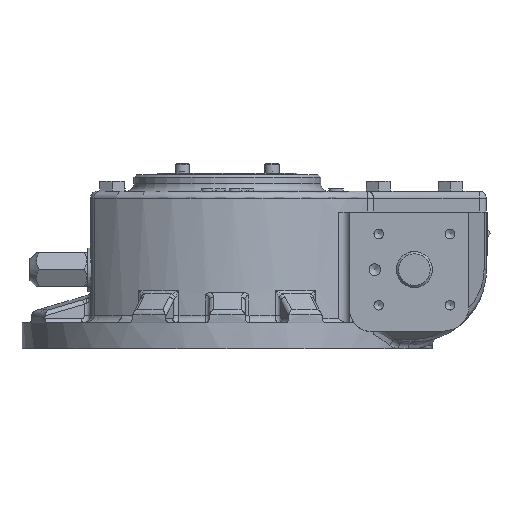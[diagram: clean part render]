
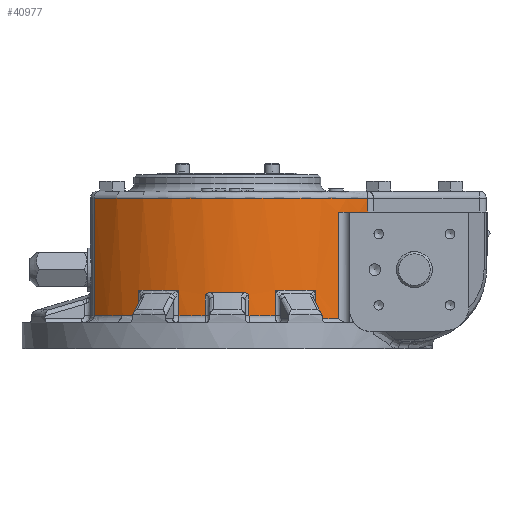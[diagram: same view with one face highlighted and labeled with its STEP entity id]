
A CAD part, left-side view. The second image highlights one B-rep face of the part: STEP entity #40977.
In plain terms, the highlighted cylindrical face has radius 125 mm (diameter 250 mm), a partial arc.
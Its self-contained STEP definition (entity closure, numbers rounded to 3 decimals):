
#152=CYLINDRICAL_SURFACE('',#42852,125.);
#675=CIRCLE('',#42814,125.);
#696=CIRCLE('',#42853,125.);
#697=CIRCLE('',#42854,125.);
#698=CIRCLE('',#42855,125.);
#699=CIRCLE('',#42856,125.);
#700=CIRCLE('',#42857,125.);
#701=CIRCLE('',#42858,125.);
#702=CIRCLE('',#42859,125.);
#703=CIRCLE('',#42860,125.);
#1142=B_SPLINE_CURVE_WITH_KNOTS('',3,(#52821,#52822,#52823,#52824,#52825),
 .UNSPECIFIED.,.F.,.F.,(4,1,4),(0.,0.002,
0.004),.UNSPECIFIED.);
#1143=B_SPLINE_CURVE_WITH_KNOTS('',3,(#52829,#52830,#52831,#52832,#52833),
 .UNSPECIFIED.,.F.,.F.,(4,1,4),(0.,0.002,
0.004),.UNSPECIFIED.);
#2951=ORIENTED_EDGE('',*,*,#11291,.T.);
#2952=ORIENTED_EDGE('',*,*,#11292,.T.);
#2953=ORIENTED_EDGE('',*,*,#11293,.T.);
#2954=ORIENTED_EDGE('',*,*,#11294,.T.);
#2955=ORIENTED_EDGE('',*,*,#11295,.T.);
#2956=ORIENTED_EDGE('',*,*,#11296,.T.);
#2957=ORIENTED_EDGE('',*,*,#11297,.T.);
#2958=ORIENTED_EDGE('',*,*,#11298,.T.);
#2959=ORIENTED_EDGE('',*,*,#11299,.T.);
#2960=ORIENTED_EDGE('',*,*,#11300,.T.);
#2961=ORIENTED_EDGE('',*,*,#11301,.T.);
#2962=ORIENTED_EDGE('',*,*,#11302,.T.);
#2963=ORIENTED_EDGE('',*,*,#11235,.F.);
#2964=ORIENTED_EDGE('',*,*,#11289,.T.);
#2965=ORIENTED_EDGE('',*,*,#11303,.T.);
#2966=ORIENTED_EDGE('',*,*,#11304,.T.);
#2967=ORIENTED_EDGE('',*,*,#11305,.T.);
#2968=ORIENTED_EDGE('',*,*,#11306,.T.);
#2969=ORIENTED_EDGE('',*,*,#11307,.T.);
#2970=ORIENTED_EDGE('',*,*,#11308,.T.);
#11235=EDGE_CURVE('',#15443,#15444,#675,.F.);
#11289=EDGE_CURVE('',#15443,#15479,#18119,.F.);
#11291=EDGE_CURVE('',#15480,#15481,#696,.T.);
#11292=EDGE_CURVE('',#15481,#15482,#18120,.F.);
#11293=EDGE_CURVE('',#15482,#15483,#1142,.F.);
#11294=EDGE_CURVE('',#15483,#15484,#697,.T.);
#11295=EDGE_CURVE('',#15484,#15485,#1143,.T.);
#11296=EDGE_CURVE('',#15485,#15486,#18121,.T.);
#11297=EDGE_CURVE('',#15486,#15487,#698,.T.);
#11298=EDGE_CURVE('',#15487,#15488,#18122,.F.);
#11299=EDGE_CURVE('',#15488,#15489,#699,.F.);
#11300=EDGE_CURVE('',#15489,#15490,#18123,.T.);
#11301=EDGE_CURVE('',#15490,#15491,#700,.T.);
#11302=EDGE_CURVE('',#15491,#15444,#18124,.F.);
#11303=EDGE_CURVE('',#15479,#15492,#701,.T.);
#11304=EDGE_CURVE('',#15492,#15493,#18125,.T.);
#11305=EDGE_CURVE('',#15493,#15494,#702,.T.);
#11306=EDGE_CURVE('',#15494,#15495,#18126,.F.);
#11307=EDGE_CURVE('',#15495,#15496,#703,.F.);
#11308=EDGE_CURVE('',#15496,#15480,#18127,.T.);
#15443=VERTEX_POINT('',#52569);
#15444=VERTEX_POINT('',#52571);
#15479=VERTEX_POINT('',#52813);
#15480=VERTEX_POINT('',#52817);
#15481=VERTEX_POINT('',#52818);
#15482=VERTEX_POINT('',#52820);
#15483=VERTEX_POINT('',#52826);
#15484=VERTEX_POINT('',#52828);
#15485=VERTEX_POINT('',#52834);
#15486=VERTEX_POINT('',#52836);
#15487=VERTEX_POINT('',#52838);
#15488=VERTEX_POINT('',#52840);
#15489=VERTEX_POINT('',#52842);
#15490=VERTEX_POINT('',#52844);
#15491=VERTEX_POINT('',#52846);
#15492=VERTEX_POINT('',#52849);
#15493=VERTEX_POINT('',#52851);
#15494=VERTEX_POINT('',#52853);
#15495=VERTEX_POINT('',#52855);
#15496=VERTEX_POINT('',#52857);
#18119=LINE('',#52812,#20715);
#18120=LINE('',#52819,#20716);
#18121=LINE('',#52835,#20717);
#18122=LINE('',#52839,#20718);
#18123=LINE('',#52843,#20719);
#18124=LINE('',#52847,#20720);
#18125=LINE('',#52850,#20721);
#18126=LINE('',#52854,#20722);
#18127=LINE('',#52858,#20723);
#20715=VECTOR('',#45051,1000.);
#20716=VECTOR('',#45058,1000.);
#20717=VECTOR('',#45061,1000.);
#20718=VECTOR('',#45064,1000.);
#20719=VECTOR('',#45067,1000.);
#20720=VECTOR('',#45070,1000.);
#20721=VECTOR('',#45073,1000.);
#20722=VECTOR('',#45076,1000.);
#20723=VECTOR('',#45079,1000.);
#23319=EDGE_LOOP('',(#2951,#2952,#2953,#2954,#2955,#2956,#2957,#2958,#2959,
#2960,#2961,#2962,#2963,#2964,#2965,#2966,#2967,#2968,#2969,#2970));
#25397=FACE_BOUND('',#23319,.T.);
#40977=ADVANCED_FACE('',(#25397),#152,.T.);
#42814=AXIS2_PLACEMENT_3D('',#52570,#44955,#44956);
#42852=AXIS2_PLACEMENT_3D('',#52815,#45054,#45055);
#42853=AXIS2_PLACEMENT_3D('',#52816,#45056,#45057);
#42854=AXIS2_PLACEMENT_3D('',#52827,#45059,#45060);
#42855=AXIS2_PLACEMENT_3D('',#52837,#45062,#45063);
#42856=AXIS2_PLACEMENT_3D('',#52841,#45065,#45066);
#42857=AXIS2_PLACEMENT_3D('',#52845,#45068,#45069);
#42858=AXIS2_PLACEMENT_3D('',#52848,#45071,#45072);
#42859=AXIS2_PLACEMENT_3D('',#52852,#45074,#45075);
#42860=AXIS2_PLACEMENT_3D('',#52856,#45077,#45078);
#44955=DIRECTION('',(0.,0.,1.));
#44956=DIRECTION('',(1.,0.,0.));
#45051=DIRECTION('',(0.,0.,-1.));
#45054=DIRECTION('',(0.,0.,-1.));
#45055=DIRECTION('',(-1.,0.,0.));
#45056=DIRECTION('',(0.,0.,1.));
#45057=DIRECTION('',(1.,0.,0.));
#45058=DIRECTION('',(0.,0.,-1.));
#45059=DIRECTION('',(0.,0.,1.));
#45060=DIRECTION('',(1.,0.,0.));
#45061=DIRECTION('',(0.,0.,-1.));
#45062=DIRECTION('',(0.,0.,1.));
#45063=DIRECTION('',(1.,0.,0.));
#45064=DIRECTION('',(0.,0.,-1.));
#45065=DIRECTION('',(0.,0.,-1.));
#45066=DIRECTION('',(-1.,0.,0.));
#45067=DIRECTION('',(0.,0.,-1.));
#45068=DIRECTION('',(0.,0.,1.));
#45069=DIRECTION('',(1.,0.,0.));
#45070=DIRECTION('',(0.,0.,-1.));
#45071=DIRECTION('',(0.,0.,-1.));
#45072=DIRECTION('',(-1.,0.,0.));
#45073=DIRECTION('',(0.,0.,-1.));
#45074=DIRECTION('',(0.,0.,1.));
#45075=DIRECTION('',(1.,0.,0.));
#45076=DIRECTION('',(0.,0.,-1.));
#45077=DIRECTION('',(0.,0.,-1.));
#45078=DIRECTION('',(-1.,0.,0.));
#45079=DIRECTION('',(0.,0.,-1.));
#52569=CARTESIAN_POINT('',(-77.885,-97.77,95.));
#52570=CARTESIAN_POINT('',(0.,0.,95.));
#52571=CARTESIAN_POINT('',(-98.178,-77.37,95.));
#52812=CARTESIAN_POINT('',(-77.885,-97.77,109.5));
#52813=CARTESIAN_POINT('',(-77.885,-97.77,104.5));
#52815=CARTESIAN_POINT('',(0.,0.,98.));
#52816=CARTESIAN_POINT('',(0.,0.,23.));
#52817=CARTESIAN_POINT('',(-120.428,33.499,23.));
#52818=CARTESIAN_POINT('',(-124.08,15.137,23.));
#52819=CARTESIAN_POINT('',(-124.08,15.137,98.));
#52820=CARTESIAN_POINT('',(-124.08,15.137,37.491));
#52821=CARTESIAN_POINT('',(-124.464,11.559,39.));
#52822=CARTESIAN_POINT('',(-124.402,12.229,39.));
#52823=CARTESIAN_POINT('',(-124.268,13.552,38.737));
#52824=CARTESIAN_POINT('',(-124.137,14.672,37.964));
#52825=CARTESIAN_POINT('',(-124.08,15.137,37.491));
#52826=CARTESIAN_POINT('',(-124.464,11.559,39.));
#52827=CARTESIAN_POINT('',(0.,0.,39.));
#52828=CARTESIAN_POINT('',(-124.464,-11.559,39.));
#52829=CARTESIAN_POINT('',(-124.464,-11.559,39.));
#52830=CARTESIAN_POINT('',(-124.402,-12.229,39.));
#52831=CARTESIAN_POINT('',(-124.268,-13.552,38.737));
#52832=CARTESIAN_POINT('',(-124.137,-14.672,37.964));
#52833=CARTESIAN_POINT('',(-124.08,-15.137,37.491));
#52834=CARTESIAN_POINT('',(-124.08,-15.137,37.491));
#52835=CARTESIAN_POINT('',(-124.08,-15.137,98.));
#52836=CARTESIAN_POINT('',(-124.08,-15.137,23.));
#52837=CARTESIAN_POINT('',(0.,0.,23.));
#52838=CARTESIAN_POINT('',(-120.428,-33.499,23.));
#52839=CARTESIAN_POINT('',(-120.428,-33.499,98.));
#52840=CARTESIAN_POINT('',(-120.428,-33.499,40.509));
#52841=CARTESIAN_POINT('',(0.,0.,40.509));
#52842=CARTESIAN_POINT('',(-108.843,-61.468,40.509));
#52843=CARTESIAN_POINT('',(-108.843,-61.468,98.));
#52844=CARTESIAN_POINT('',(-108.843,-61.468,21.));
#52845=CARTESIAN_POINT('',(0.,0.,21.));
#52846=CARTESIAN_POINT('',(-98.178,-77.37,21.));
#52847=CARTESIAN_POINT('',(-98.178,-77.37,98.));
#52848=CARTESIAN_POINT('',(0.,0.,104.5));
#52849=CARTESIAN_POINT('',(-84.195,92.391,104.5));
#52850=CARTESIAN_POINT('',(-84.195,92.391,98.));
#52851=CARTESIAN_POINT('',(-84.195,92.391,23.));
#52852=CARTESIAN_POINT('',(0.,0.,23.));
#52853=CARTESIAN_POINT('',(-108.843,61.468,23.));
#52854=CARTESIAN_POINT('',(-108.843,61.468,98.));
#52855=CARTESIAN_POINT('',(-108.843,61.468,40.509));
#52856=CARTESIAN_POINT('',(0.,0.,40.509));
#52857=CARTESIAN_POINT('',(-120.428,33.499,40.509));
#52858=CARTESIAN_POINT('',(-120.428,33.499,98.));
